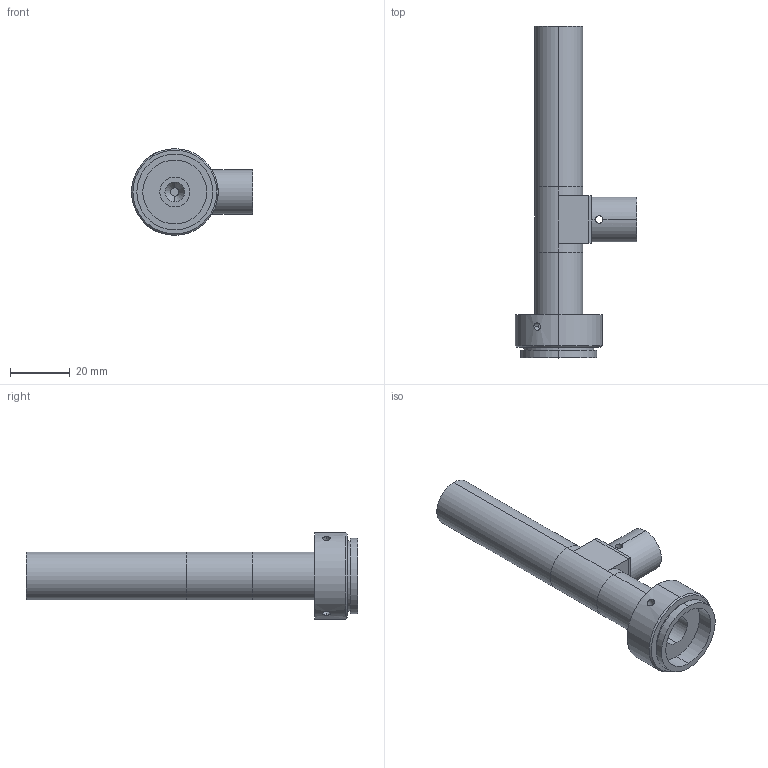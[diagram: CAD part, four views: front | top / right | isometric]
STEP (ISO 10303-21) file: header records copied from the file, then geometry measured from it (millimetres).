
FILE_DESCRIPTION (( 'STEP AP203' ), '1' );
FILE_NAME ('XF-T08X110D-Y11.STEP', '2018-01-04T06:58:49', ( 'canrill005' ), ( '' ), 'SwSTEP 2.0', 'SolidWorks 2014', '' );
FILE_SCHEMA (( 'CONFIG_CONTROL_DESIGN' ));
Length unit declared in the file: millimetre
Products named in the file (12): B-B1S-01-1胶合组1镜片1; B-B1S-01-2胶合组1镜片2; T-E08-110D-Y11-02噩芠2-20150409V5; B-B1S-01蝶磁郪1; T-E08-110D-Y11-03嫖戲-20150713V5; X-CM-01 V5 C接圈-铝20141223; T-E08-110D-Y11-01噩芠1-20150713V5; XF-T08X110D-Y11; T-D-D6-04ѹȦ1-20150713V5; X-HM-01-20141230V5; X-HM-02-20141230V5; J-HR9-D12 V2013
Assembly tree (11 placements, depth 3):
  XF-T08X110D-Y11
    T-E08-110D-Y11-02噩芠2-20150409V5
    T-E08-110D-Y11-03嫖戲-20150713V5
    T-E08-110D-Y11-01噩芠1-20150713V5
    T-D-D6-04ѹȦ1-20150713V5
    X-HM-01-20141230V5
    X-HM-02-20141230V5
    J-HR9-D12 V2013
    B-B1S-01蝶磁郪1
      B-B1S-01-1胶合组1镜片1
      B-B1S-01-2胶合组1镜片2
    X-CM-01 V5 C接圈-铝20141223
Bounding box: 40.5 x 110.98 x 29 mm (x, y, z)
Volume: 17692.9 mm3; surface area: 19095.2 mm2
Topology: 10 solids, 10 shells, 218 faces, 498 edges, 320 vertices
Faces by surface type: cylinder 125, plane 71, cone 14, sphere 8
Entity records: 7910 total; most frequent: CARTESIAN_POINT 1471, DIRECTION 1190, ORIENTED_EDGE 980, AXIS2_PLACEMENT_3D 491, EDGE_CURVE 490, VERTEX_POINT 320, EDGE_LOOP 280, CIRCLE 258
